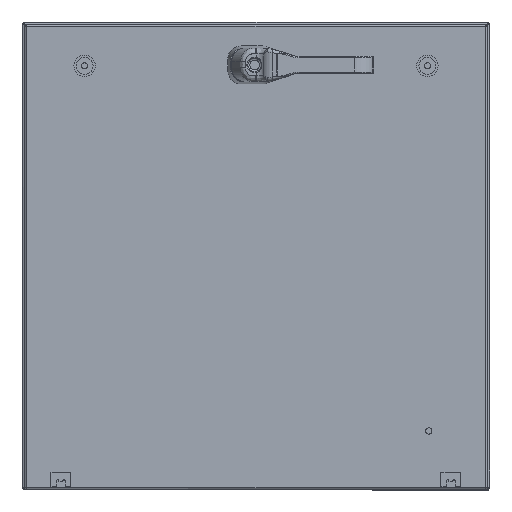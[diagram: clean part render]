
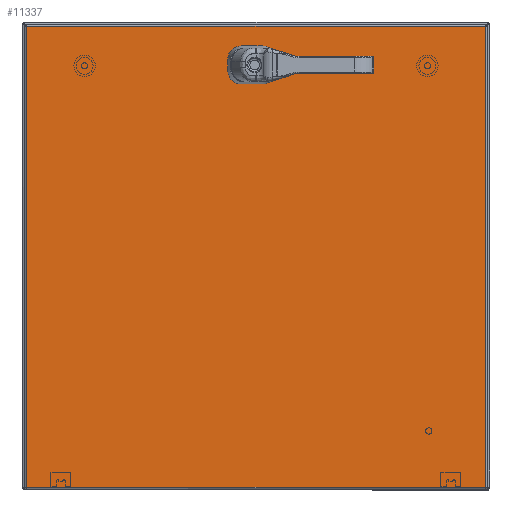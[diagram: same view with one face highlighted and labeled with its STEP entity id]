
A CAD part, top view. The second image highlights one B-rep face of the part: STEP entity #11337.
In plain terms, the highlighted planar face has unit normal (0, 0, 1).
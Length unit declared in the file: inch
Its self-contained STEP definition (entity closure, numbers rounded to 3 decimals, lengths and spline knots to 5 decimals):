
#658 = DIRECTION ( 'NONE',  ( 0., 1., 0. ) ) ;
#2161 = ORIENTED_EDGE ( 'NONE', *, *, #57325, .F. ) ;
#2355 = VECTOR ( 'NONE', #32294, 39.37008 ) ;
#3111 = CARTESIAN_POINT ( 'NONE',  ( 23.69575, 23.76975, 16.9175 ) ) ;
#4040 = AXIS2_PLACEMENT_3D ( 'NONE', #29341, #66729, #23762 ) ;
#6625 = ORIENTED_EDGE ( 'NONE', *, *, #41371, .F. ) ;
#8618 = VERTEX_POINT ( 'NONE', #43007 ) ;
#9409 = DIRECTION ( 'NONE',  ( 0., -1., 0. ) ) ;
#9479 = DIRECTION ( 'NONE',  ( 0., -1., 0. ) ) ;
#9686 = AXIS2_PLACEMENT_3D ( 'NONE', #56804, #35423, #28027 ) ;
#9895 = VECTOR ( 'NONE', #21850, 39.37008 ) ;
#10587 = LINE ( 'NONE', #84568, #47089 ) ;
#11337 = ADVANCED_FACE ( 'NONE', ( #73039, #69700 ), #29937, .F. ) ;
#11343 = EDGE_CURVE ( 'NONE', #87143, #8618, #25461, .T. ) ;
#11575 = EDGE_CURVE ( 'NONE', #59151, #32901, #25284, .T. ) ;
#12470 = EDGE_CURVE ( 'NONE', #8618, #21126, #69198, .T. ) ;
#14450 = LINE ( 'NONE', #57820, #18860 ) ;
#14785 = ORIENTED_EDGE ( 'NONE', *, *, #33688, .F. ) ;
#15170 = EDGE_CURVE ( 'NONE', #60559, #87143, #21106, .T. ) ;
#18860 = VECTOR ( 'NONE', #658, 39.37008 ) ;
#20055 = EDGE_CURVE ( 'NONE', #26074, #39465, #66192, .T. ) ;
#20094 = CARTESIAN_POINT ( 'NONE',  ( 12.326, 21.53738, 16.9175 ) ) ;
#21106 = LINE ( 'NONE', #25192, #2355 ) ;
#21126 = VERTEX_POINT ( 'NONE', #81753 ) ;
#21850 = DIRECTION ( 'NONE',  ( 0., -1., 0. ) ) ;
#23762 = DIRECTION ( 'NONE',  ( 0., -1., 0. ) ) ;
#24452 = VERTEX_POINT ( 'NONE', #25356 ) ;
#25192 = CARTESIAN_POINT ( 'NONE',  ( 12.326, 11.9375, 16.9175 ) ) ;
#25284 = LINE ( 'NONE', #71607, #9895 ) ;
#25356 = CARTESIAN_POINT ( 'NONE',  ( 11.71338, 21.35, 16.9175 ) ) ;
#25461 = CIRCLE ( 'NONE', #82766, 0.453 ) ;
#26074 = VERTEX_POINT ( 'NONE', #78981 ) ;
#26120 = LINE ( 'NONE', #91315, #42674 ) ;
#28027 = DIRECTION ( 'NONE',  ( 0., -1., 0. ) ) ;
#28643 = DIRECTION ( 'NONE',  ( -1., 0., 0. ) ) ;
#29309 = ORIENTED_EDGE ( 'NONE', *, *, #15170, .F. ) ;
#29341 = CARTESIAN_POINT ( 'NONE',  ( 11.926, 11.9375, 16.9175 ) ) ;
#29937 = PLANE ( 'NONE',  #4040 ) ;
#31830 = VECTOR ( 'NONE', #55964, 39.37008 ) ;
#32294 = DIRECTION ( 'NONE',  ( 0., 1., 0. ) ) ;
#32658 = EDGE_CURVE ( 'NONE', #59475, #46450, #14450, .T. ) ;
#32901 = VERTEX_POINT ( 'NONE', #51609 ) ;
#33162 = CIRCLE ( 'NONE', #75893, 0.453 ) ;
#33688 = EDGE_CURVE ( 'NONE', #46450, #59151, #26120, .T. ) ;
#34864 = ORIENTED_EDGE ( 'NONE', *, *, #11575, .F. ) ;
#35423 = DIRECTION ( 'NONE',  ( 0., 0., 1. ) ) ;
#37115 = CARTESIAN_POINT ( 'NONE',  ( 11.526, 21.53738, 16.9175 ) ) ;
#38032 = ORIENTED_EDGE ( 'NONE', *, *, #11343, .F. ) ;
#38418 = ORIENTED_EDGE ( 'NONE', *, *, #83982, .F. ) ;
#39465 = VERTEX_POINT ( 'NONE', #37115 ) ;
#41371 = EDGE_CURVE ( 'NONE', #44127, #60559, #68744, .T. ) ;
#41584 = VECTOR ( 'NONE', #59512, 39.37008 ) ;
#42582 = CARTESIAN_POINT ( 'NONE',  ( 0.15625, 23.76975, 16.9175 ) ) ;
#42674 = VECTOR ( 'NONE', #69650, 39.37008 ) ;
#43007 = CARTESIAN_POINT ( 'NONE',  ( 12.13862, 22.15, 16.9175 ) ) ;
#44127 = VERTEX_POINT ( 'NONE', #75781 ) ;
#45698 = DIRECTION ( 'NONE',  ( 0., 0., 1. ) ) ;
#46450 = VERTEX_POINT ( 'NONE', #42582 ) ;
#47089 = VECTOR ( 'NONE', #28643, 39.37008 ) ;
#48122 = CARTESIAN_POINT ( 'NONE',  ( 0.15625, 0.10525, 16.9175 ) ) ;
#49323 = VECTOR ( 'NONE', #64347, 39.37008 ) ;
#49781 = ORIENTED_EDGE ( 'NONE', *, *, #32658, .F. ) ;
#49797 = CARTESIAN_POINT ( 'NONE',  ( 11.926, 22.15, 16.9175 ) ) ;
#51218 = DIRECTION ( 'NONE',  ( 0., 0., 1. ) ) ;
#51609 = CARTESIAN_POINT ( 'NONE',  ( 23.69575, 0.10525, 16.9175 ) ) ;
#52669 = CARTESIAN_POINT ( 'NONE',  ( 11.926, 21.75, 16.9175 ) ) ;
#55964 = DIRECTION ( 'NONE',  ( 0., -1., 0. ) ) ;
#56200 = ORIENTED_EDGE ( 'NONE', *, *, #12470, .F. ) ;
#56457 = AXIS2_PLACEMENT_3D ( 'NONE', #79921, #51218, #9479 ) ;
#56804 = CARTESIAN_POINT ( 'NONE',  ( 11.926, 21.75, 16.9175 ) ) ;
#57325 = EDGE_CURVE ( 'NONE', #32901, #59475, #10587, .T. ) ;
#57820 = CARTESIAN_POINT ( 'NONE',  ( 0.15625, 11.9375, 16.9175 ) ) ;
#58301 = ORIENTED_EDGE ( 'NONE', *, *, #86807, .F. ) ;
#59064 = CARTESIAN_POINT ( 'NONE',  ( 11.926, 21.75, 16.9175 ) ) ;
#59151 = VERTEX_POINT ( 'NONE', #3111 ) ;
#59475 = VERTEX_POINT ( 'NONE', #48122 ) ;
#59512 = DIRECTION ( 'NONE',  ( 1., 0., 0. ) ) ;
#60559 = VERTEX_POINT ( 'NONE', #20094 ) ;
#61007 = CARTESIAN_POINT ( 'NONE',  ( 11.526, 11.9375, 16.9175 ) ) ;
#64347 = DIRECTION ( 'NONE',  ( -1., 0., 0. ) ) ;
#64917 = LINE ( 'NONE', #86986, #41584 ) ;
#65005 = ORIENTED_EDGE ( 'NONE', *, *, #20055, .F. ) ;
#65979 = EDGE_LOOP ( 'NONE', ( #34864, #14785, #49781, #2161 ) ) ;
#66130 = DIRECTION ( 'NONE',  ( 0., -1., 0. ) ) ;
#66192 = LINE ( 'NONE', #61007, #31830 ) ;
#66558 = DIRECTION ( 'NONE',  ( 0., 0., 1. ) ) ;
#66729 = DIRECTION ( 'NONE',  ( 0., 0., -1. ) ) ;
#67072 = ORIENTED_EDGE ( 'NONE', *, *, #89505, .F. ) ;
#68744 = CIRCLE ( 'NONE', #9686, 0.453 ) ;
#69198 = LINE ( 'NONE', #49797, #49323 ) ;
#69650 = DIRECTION ( 'NONE',  ( 1., 0., 0. ) ) ;
#69700 = FACE_OUTER_BOUND ( 'NONE', #65979, .T. ) ;
#71607 = CARTESIAN_POINT ( 'NONE',  ( 23.69575, 11.9375, 16.9175 ) ) ;
#73039 = FACE_BOUND ( 'NONE', #82986, .T. ) ;
#75781 = CARTESIAN_POINT ( 'NONE',  ( 12.13862, 21.35, 16.9175 ) ) ;
#75893 = AXIS2_PLACEMENT_3D ( 'NONE', #52669, #66558, #9409 ) ;
#77314 = CARTESIAN_POINT ( 'NONE',  ( 12.326, 21.96262, 16.9175 ) ) ;
#77518 = CIRCLE ( 'NONE', #56457, 0.453 ) ;
#78981 = CARTESIAN_POINT ( 'NONE',  ( 11.526, 21.96262, 16.9175 ) ) ;
#79921 = CARTESIAN_POINT ( 'NONE',  ( 11.926, 21.75, 16.9175 ) ) ;
#81753 = CARTESIAN_POINT ( 'NONE',  ( 11.71338, 22.15, 16.9175 ) ) ;
#82766 = AXIS2_PLACEMENT_3D ( 'NONE', #59064, #45698, #66130 ) ;
#82986 = EDGE_LOOP ( 'NONE', ( #65005, #38418, #56200, #38032, #29309, #6625, #58301, #67072 ) ) ;
#83982 = EDGE_CURVE ( 'NONE', #21126, #26074, #77518, .T. ) ;
#84568 = CARTESIAN_POINT ( 'NONE',  ( 11.926, 0.10525, 16.9175 ) ) ;
#86807 = EDGE_CURVE ( 'NONE', #24452, #44127, #64917, .T. ) ;
#86986 = CARTESIAN_POINT ( 'NONE',  ( 11.926, 21.35, 16.9175 ) ) ;
#87143 = VERTEX_POINT ( 'NONE', #77314 ) ;
#89505 = EDGE_CURVE ( 'NONE', #39465, #24452, #33162, .T. ) ;
#91315 = CARTESIAN_POINT ( 'NONE',  ( 11.926, 23.76975, 16.9175 ) ) ;
